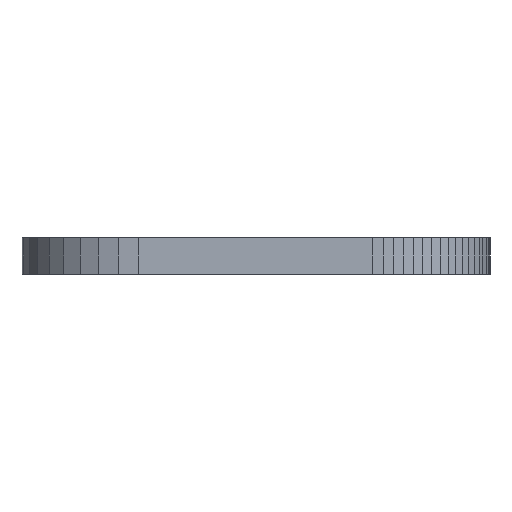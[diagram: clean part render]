
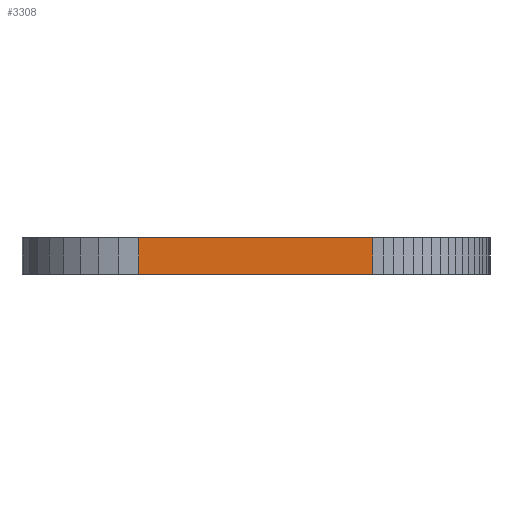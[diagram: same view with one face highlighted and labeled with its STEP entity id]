
A CAD part, left-side view. The second image highlights one B-rep face of the part: STEP entity #3308.
In plain terms, the highlighted planar face has unit normal (-1, 0, 0).
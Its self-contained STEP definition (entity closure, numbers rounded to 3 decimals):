
#44 = PLANE('',#45);
#45 = AXIS2_PLACEMENT_3D('',#46,#47,#48);
#46 = CARTESIAN_POINT('',(2.125,-4.331,-2.));
#47 = DIRECTION('',(-0.,-0.,-1.));
#48 = DIRECTION('',(-1.,0.,0.));
#899 = VERTEX_POINT('',#900);
#900 = CARTESIAN_POINT('',(-25.4,-10.604,-2.));
#914 = PLANE('',#915);
#915 = AXIS2_PLACEMENT_3D('',#916,#917,#918);
#916 = CARTESIAN_POINT('',(-25.388,-10.881,-1.));
#917 = DIRECTION('',(-0.999,-0.044,-0.));
#918 = DIRECTION('',(0.044,-0.999,0.));
#926 = EDGE_CURVE('',#927,#899,#929,.T.);
#927 = VERTEX_POINT('',#928);
#928 = CARTESIAN_POINT('',(-25.4,2.096,-2.));
#929 = SURFACE_CURVE('',#930,(#934,#941),.PCURVE_S1.);
#930 = LINE('',#931,#932);
#931 = CARTESIAN_POINT('',(-25.4,2.096,-2.));
#932 = VECTOR('',#933,1.);
#933 = DIRECTION('',(0.,-1.,0.));
#934 = PCURVE('',#44,#935);
#935 = DEFINITIONAL_REPRESENTATION('',(#936),#940);
#936 = LINE('',#937,#938);
#937 = CARTESIAN_POINT('',(27.525,6.426));
#938 = VECTOR('',#939,1.);
#939 = DIRECTION('',(0.,-1.));
#940 = ( GEOMETRIC_REPRESENTATION_CONTEXT(2) 
PARAMETRIC_REPRESENTATION_CONTEXT() REPRESENTATION_CONTEXT('2D SPACE',''
  ) );
#941 = PCURVE('',#942,#947);
#942 = PLANE('',#943);
#943 = AXIS2_PLACEMENT_3D('',#944,#945,#946);
#944 = CARTESIAN_POINT('',(-25.4,-4.254,-1.));
#945 = DIRECTION('',(-1.,-0.,-0.));
#946 = DIRECTION('',(0.,0.,-1.));
#947 = DEFINITIONAL_REPRESENTATION('',(#948),#952);
#948 = LINE('',#949,#950);
#949 = CARTESIAN_POINT('',(1.,-6.35));
#950 = VECTOR('',#951,1.);
#951 = DIRECTION('',(0.,1.));
#952 = ( GEOMETRIC_REPRESENTATION_CONTEXT(2) 
PARAMETRIC_REPRESENTATION_CONTEXT() REPRESENTATION_CONTEXT('2D SPACE',''
  ) );
#970 = PLANE('',#971);
#971 = AXIS2_PLACEMENT_3D('',#972,#973,#974);
#972 = CARTESIAN_POINT('',(-25.352,2.647,-1.));
#973 = DIRECTION('',(-0.996,0.087,0.));
#974 = DIRECTION('',(-0.087,-0.996,0.));
#2440 = PLANE('',#2441);
#2441 = AXIS2_PLACEMENT_3D('',#2442,#2443,#2444);
#2442 = CARTESIAN_POINT('',(2.416,-5.167,0.));
#2443 = DIRECTION('',(0.,0.,1.));
#2444 = DIRECTION('',(0.,1.,0.));
#3265 = EDGE_CURVE('',#927,#3266,#3268,.T.);
#3266 = VERTEX_POINT('',#3267);
#3267 = CARTESIAN_POINT('',(-25.4,2.096,0.));
#3268 = SURFACE_CURVE('',#3269,(#3273,#3280),.PCURVE_S1.);
#3269 = LINE('',#3270,#3271);
#3270 = CARTESIAN_POINT('',(-25.4,2.096,-2.));
#3271 = VECTOR('',#3272,1.);
#3272 = DIRECTION('',(0.,0.,1.));
#3273 = PCURVE('',#970,#3274);
#3274 = DEFINITIONAL_REPRESENTATION('',(#3275),#3279);
#3275 = LINE('',#3276,#3277);
#3276 = CARTESIAN_POINT('',(0.553,-1.));
#3277 = VECTOR('',#3278,1.);
#3278 = DIRECTION('',(0.,1.));
#3279 = ( GEOMETRIC_REPRESENTATION_CONTEXT(2) 
PARAMETRIC_REPRESENTATION_CONTEXT() REPRESENTATION_CONTEXT('2D SPACE',''
  ) );
#3280 = PCURVE('',#942,#3281);
#3281 = DEFINITIONAL_REPRESENTATION('',(#3282),#3286);
#3282 = LINE('',#3283,#3284);
#3283 = CARTESIAN_POINT('',(1.,-6.35));
#3284 = VECTOR('',#3285,1.);
#3285 = DIRECTION('',(-1.,0.));
#3286 = ( GEOMETRIC_REPRESENTATION_CONTEXT(2) 
PARAMETRIC_REPRESENTATION_CONTEXT() REPRESENTATION_CONTEXT('2D SPACE',''
  ) );
#3308 = ADVANCED_FACE('',(#3309),#942,.T.);
#3309 = FACE_BOUND('',#3310,.T.);
#3310 = EDGE_LOOP('',(#3311,#3312,#3313,#3336));
#3311 = ORIENTED_EDGE('',*,*,#3265,.F.);
#3312 = ORIENTED_EDGE('',*,*,#926,.T.);
#3313 = ORIENTED_EDGE('',*,*,#3314,.T.);
#3314 = EDGE_CURVE('',#899,#3315,#3317,.T.);
#3315 = VERTEX_POINT('',#3316);
#3316 = CARTESIAN_POINT('',(-25.4,-10.604,0.));
#3317 = SURFACE_CURVE('',#3318,(#3322,#3329),.PCURVE_S1.);
#3318 = LINE('',#3319,#3320);
#3319 = CARTESIAN_POINT('',(-25.4,-10.604,-2.));
#3320 = VECTOR('',#3321,1.);
#3321 = DIRECTION('',(0.,0.,1.));
#3322 = PCURVE('',#942,#3323);
#3323 = DEFINITIONAL_REPRESENTATION('',(#3324),#3328);
#3324 = LINE('',#3325,#3326);
#3325 = CARTESIAN_POINT('',(1.,6.35));
#3326 = VECTOR('',#3327,1.);
#3327 = DIRECTION('',(-1.,0.));
#3328 = ( GEOMETRIC_REPRESENTATION_CONTEXT(2) 
PARAMETRIC_REPRESENTATION_CONTEXT() REPRESENTATION_CONTEXT('2D SPACE',''
  ) );
#3329 = PCURVE('',#914,#3330);
#3330 = DEFINITIONAL_REPRESENTATION('',(#3331),#3335);
#3331 = LINE('',#3332,#3333);
#3332 = CARTESIAN_POINT('',(-0.277,-1.));
#3333 = VECTOR('',#3334,1.);
#3334 = DIRECTION('',(0.,1.));
#3335 = ( GEOMETRIC_REPRESENTATION_CONTEXT(2) 
PARAMETRIC_REPRESENTATION_CONTEXT() REPRESENTATION_CONTEXT('2D SPACE',''
  ) );
#3336 = ORIENTED_EDGE('',*,*,#3337,.T.);
#3337 = EDGE_CURVE('',#3315,#3266,#3338,.T.);
#3338 = SURFACE_CURVE('',#3339,(#3343,#3350),.PCURVE_S1.);
#3339 = LINE('',#3340,#3341);
#3340 = CARTESIAN_POINT('',(-25.4,-10.604,0.));
#3341 = VECTOR('',#3342,1.);
#3342 = DIRECTION('',(0.,1.,0.));
#3343 = PCURVE('',#942,#3344);
#3344 = DEFINITIONAL_REPRESENTATION('',(#3345),#3349);
#3345 = LINE('',#3346,#3347);
#3346 = CARTESIAN_POINT('',(-1.,6.35));
#3347 = VECTOR('',#3348,1.);
#3348 = DIRECTION('',(0.,-1.));
#3349 = ( GEOMETRIC_REPRESENTATION_CONTEXT(2) 
PARAMETRIC_REPRESENTATION_CONTEXT() REPRESENTATION_CONTEXT('2D SPACE',''
  ) );
#3350 = PCURVE('',#2440,#3351);
#3351 = DEFINITIONAL_REPRESENTATION('',(#3352),#3356);
#3352 = LINE('',#3353,#3354);
#3353 = CARTESIAN_POINT('',(-5.437,27.816));
#3354 = VECTOR('',#3355,1.);
#3355 = DIRECTION('',(1.,0.));
#3356 = ( GEOMETRIC_REPRESENTATION_CONTEXT(2) 
PARAMETRIC_REPRESENTATION_CONTEXT() REPRESENTATION_CONTEXT('2D SPACE',''
  ) );
